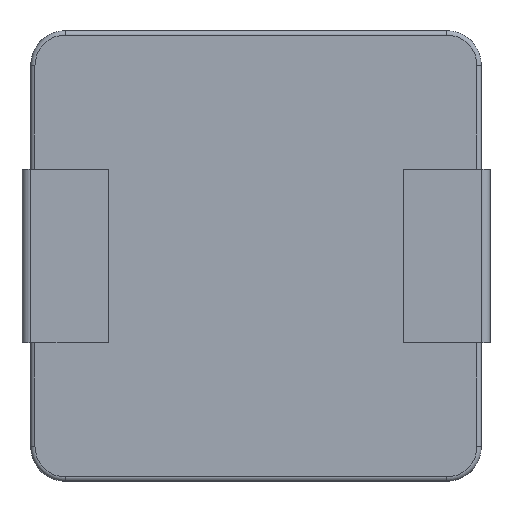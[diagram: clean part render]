
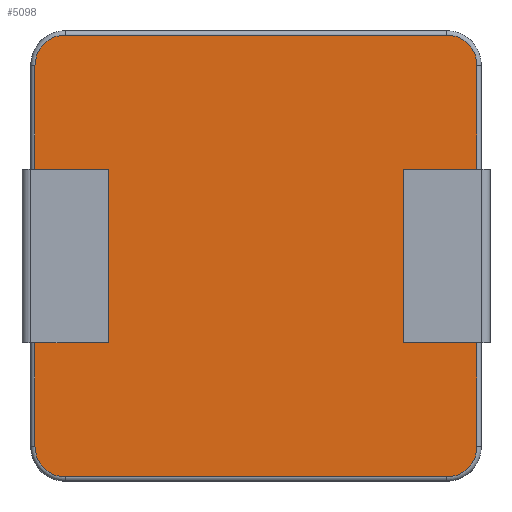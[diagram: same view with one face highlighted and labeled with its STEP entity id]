
A CAD part, front view. The second image highlights one B-rep face of the part: STEP entity #5098.
In plain terms, the highlighted planar face has unit normal (0, -1, 0).
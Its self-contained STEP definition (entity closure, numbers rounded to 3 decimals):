
#19 = LINE ( 'NONE', #2234, #452 ) ;
#41 = VERTEX_POINT ( 'NONE', #4268 ) ;
#286 = CARTESIAN_POINT ( 'NONE',  ( 2.2, 0., 2.2 ) ) ;
#445 = DIRECTION ( 'NONE',  ( 0., -1., 0. ) ) ;
#452 = VECTOR ( 'NONE', #3148, 1000. ) ;
#461 = ORIENTED_EDGE ( 'NONE', *, *, #3621, .F. ) ;
#463 = CARTESIAN_POINT ( 'NONE',  ( -2.2, 0., 2.2 ) ) ;
#520 = CARTESIAN_POINT ( 'NONE',  ( -2.55, 0., -2.2 ) ) ;
#587 = CIRCLE ( 'NONE', #4590, 0.35 ) ;
#659 = DIRECTION ( 'NONE',  ( 0., 0., 1. ) ) ;
#666 = ORIENTED_EDGE ( 'NONE', *, *, #5657, .T. ) ;
#685 = VECTOR ( 'NONE', #5684, 1000. ) ;
#711 = VERTEX_POINT ( 'NONE', #3016 ) ;
#725 = LINE ( 'NONE', #5840, #1072 ) ;
#756 = VERTEX_POINT ( 'NONE', #5326 ) ;
#829 = CARTESIAN_POINT ( 'NONE',  ( -2.2, 0., 2.2 ) ) ;
#879 = EDGE_CURVE ( 'NONE', #5154, #4835, #942, .T. ) ;
#928 = DIRECTION ( 'NONE',  ( 0., 0., 1. ) ) ;
#942 = LINE ( 'NONE', #4136, #5446 ) ;
#946 = ORIENTED_EDGE ( 'NONE', *, *, #4235, .T. ) ;
#1051 = ORIENTED_EDGE ( 'NONE', *, *, #879, .T. ) ;
#1072 = VECTOR ( 'NONE', #4951, 1000. ) ;
#1085 = LINE ( 'NONE', #3265, #5850 ) ;
#1107 = EDGE_CURVE ( 'NONE', #3489, #2944, #4857, .T. ) ;
#1150 = CARTESIAN_POINT ( 'NONE',  ( -2.2, 0., 2.55 ) ) ;
#1156 = DIRECTION ( 'NONE',  ( 0., -1., 0. ) ) ;
#1176 = CARTESIAN_POINT ( 'NONE',  ( -2.55, 0., 2.2 ) ) ;
#1186 = ORIENTED_EDGE ( 'NONE', *, *, #2159, .T. ) ;
#1201 = DIRECTION ( 'NONE',  ( 0., -1., 0. ) ) ;
#1221 = EDGE_CURVE ( 'NONE', #4797, #41, #1676, .T. ) ;
#1253 = DIRECTION ( 'NONE',  ( 0., 0., 1. ) ) ;
#1289 = LINE ( 'NONE', #2650, #5260 ) ;
#1357 = VECTOR ( 'NONE', #3825, 1000. ) ;
#1370 = LINE ( 'NONE', #3038, #4563 ) ;
#1372 = VECTOR ( 'NONE', #3696, 1000. ) ;
#1389 = CARTESIAN_POINT ( 'NONE',  ( -2.55, 0., -1. ) ) ;
#1462 = EDGE_CURVE ( 'NONE', #3850, #711, #19, .T. ) ;
#1618 = CARTESIAN_POINT ( 'NONE',  ( -2.7, 0., 1. ) ) ;
#1620 = EDGE_CURVE ( 'NONE', #5750, #3850, #1670, .T. ) ;
#1670 = LINE ( 'NONE', #3716, #1372 ) ;
#1676 = LINE ( 'NONE', #1176, #4338 ) ;
#1685 = DIRECTION ( 'NONE',  ( 0., 0., 1. ) ) ;
#1841 = LINE ( 'NONE', #3382, #685 ) ;
#1867 = DIRECTION ( 'NONE',  ( 0., 0., -1. ) ) ;
#1918 = CARTESIAN_POINT ( 'NONE',  ( -2.55, 0., 2.2 ) ) ;
#1927 = AXIS2_PLACEMENT_3D ( 'NONE', #286, #1201, #1685 ) ;
#1982 = CARTESIAN_POINT ( 'NONE',  ( 1.7, 0., -1. ) ) ;
#2025 = CARTESIAN_POINT ( 'NONE',  ( 2.55, 0., -2.2 ) ) ;
#2062 = DIRECTION ( 'NONE',  ( -1., 0., 0. ) ) ;
#2159 = EDGE_CURVE ( 'NONE', #2944, #3362, #587, .T. ) ;
#2161 = DIRECTION ( 'NONE',  ( 0., -1., 0. ) ) ;
#2199 = CARTESIAN_POINT ( 'NONE',  ( -2.2, 0., -2.2 ) ) ;
#2234 = CARTESIAN_POINT ( 'NONE',  ( 1.7, 0., 1. ) ) ;
#2236 = ORIENTED_EDGE ( 'NONE', *, *, #2653, .F. ) ;
#2389 = ORIENTED_EDGE ( 'NONE', *, *, #3890, .T. ) ;
#2404 = VERTEX_POINT ( 'NONE', #2437 ) ;
#2437 = CARTESIAN_POINT ( 'NONE',  ( -1.7, 0., 1. ) ) ;
#2477 = VERTEX_POINT ( 'NONE', #1150 ) ;
#2557 = CARTESIAN_POINT ( 'NONE',  ( 2.55, 0., 2.2 ) ) ;
#2614 = DIRECTION ( 'NONE',  ( 0., 0., 1. ) ) ;
#2650 = CARTESIAN_POINT ( 'NONE',  ( 2.55, 0., 2.2 ) ) ;
#2653 = EDGE_CURVE ( 'NONE', #2404, #41, #5859, .T. ) ;
#2935 = CIRCLE ( 'NONE', #5106, 0.35 ) ;
#2944 = VERTEX_POINT ( 'NONE', #5503 ) ;
#2963 = DIRECTION ( 'NONE',  ( 1., 0., 0. ) ) ;
#2997 = ORIENTED_EDGE ( 'NONE', *, *, #1221, .T. ) ;
#3016 = CARTESIAN_POINT ( 'NONE',  ( 1.7, 0., -1. ) ) ;
#3038 = CARTESIAN_POINT ( 'NONE',  ( 2.55, 0., 2.2 ) ) ;
#3055 = DIRECTION ( 'NONE',  ( 0., 0., 1. ) ) ;
#3089 = LINE ( 'NONE', #1982, #1357 ) ;
#3140 = VERTEX_POINT ( 'NONE', #4222 ) ;
#3148 = DIRECTION ( 'NONE',  ( 0., 0., -1. ) ) ;
#3265 = CARTESIAN_POINT ( 'NONE',  ( -2.7, 0., -1. ) ) ;
#3362 = VERTEX_POINT ( 'NONE', #2025 ) ;
#3382 = CARTESIAN_POINT ( 'NONE',  ( -2.2, 0., 2.55 ) ) ;
#3397 = CARTESIAN_POINT ( 'NONE',  ( -1.7, 0., -1. ) ) ;
#3425 = VERTEX_POINT ( 'NONE', #3397 ) ;
#3433 = ORIENTED_EDGE ( 'NONE', *, *, #1107, .T. ) ;
#3489 = VERTEX_POINT ( 'NONE', #4125 ) ;
#3504 = DIRECTION ( 'NONE',  ( 0., 0., 1. ) ) ;
#3621 = EDGE_CURVE ( 'NONE', #5154, #3425, #1085, .T. ) ;
#3682 = ORIENTED_EDGE ( 'NONE', *, *, #4669, .T. ) ;
#3696 = DIRECTION ( 'NONE',  ( -1., 0., 0. ) ) ;
#3716 = CARTESIAN_POINT ( 'NONE',  ( 1.7, 0., 1. ) ) ;
#3796 = VERTEX_POINT ( 'NONE', #2557 ) ;
#3825 = DIRECTION ( 'NONE',  ( 1., 0., 0. ) ) ;
#3829 = CARTESIAN_POINT ( 'NONE',  ( -2.2, 0., -2.55 ) ) ;
#3850 = VERTEX_POINT ( 'NONE', #4892 ) ;
#3890 = EDGE_CURVE ( 'NONE', #5750, #3796, #1370, .T. ) ;
#3945 = AXIS2_PLACEMENT_3D ( 'NONE', #829, #4061, #1253 ) ;
#4001 = EDGE_CURVE ( 'NONE', #3425, #2404, #725, .T. ) ;
#4061 = DIRECTION ( 'NONE',  ( 0., 1., 0. ) ) ;
#4125 = CARTESIAN_POINT ( 'NONE',  ( -2.2, 0., -2.55 ) ) ;
#4136 = CARTESIAN_POINT ( 'NONE',  ( -2.55, 0., 2.2 ) ) ;
#4164 = ORIENTED_EDGE ( 'NONE', *, *, #1620, .F. ) ;
#4222 = CARTESIAN_POINT ( 'NONE',  ( 2.55, 0., -1. ) ) ;
#4224 = DIRECTION ( 'NONE',  ( 1., 0., 0. ) ) ;
#4235 = EDGE_CURVE ( 'NONE', #3796, #756, #5839, .T. ) ;
#4268 = CARTESIAN_POINT ( 'NONE',  ( -2.55, 0., 1. ) ) ;
#4338 = VECTOR ( 'NONE', #5914, 1000. ) ;
#4563 = VECTOR ( 'NONE', #659, 1000. ) ;
#4590 = AXIS2_PLACEMENT_3D ( 'NONE', #4860, #1156, #3504 ) ;
#4662 = ORIENTED_EDGE ( 'NONE', *, *, #5961, .T. ) ;
#4665 = ORIENTED_EDGE ( 'NONE', *, *, #4946, .F. ) ;
#4669 = EDGE_CURVE ( 'NONE', #2477, #4797, #2935, .T. ) ;
#4765 = AXIS2_PLACEMENT_3D ( 'NONE', #2199, #2161, #2614 ) ;
#4797 = VERTEX_POINT ( 'NONE', #1918 ) ;
#4835 = VERTEX_POINT ( 'NONE', #520 ) ;
#4857 = LINE ( 'NONE', #3829, #5511 ) ;
#4860 = CARTESIAN_POINT ( 'NONE',  ( 2.2, 0., -2.2 ) ) ;
#4892 = CARTESIAN_POINT ( 'NONE',  ( 1.7, 0., 1. ) ) ;
#4946 = EDGE_CURVE ( 'NONE', #711, #3140, #3089, .T. ) ;
#4951 = DIRECTION ( 'NONE',  ( 0., 0., 1. ) ) ;
#5046 = ORIENTED_EDGE ( 'NONE', *, *, #1462, .F. ) ;
#5087 = VECTOR ( 'NONE', #2062, 1000. ) ;
#5098 = ADVANCED_FACE ( 'NONE', ( #5184 ), #5904, .F. ) ;
#5106 = AXIS2_PLACEMENT_3D ( 'NONE', #463, #445, #928 ) ;
#5111 = ORIENTED_EDGE ( 'NONE', *, *, #5939, .T. ) ;
#5154 = VERTEX_POINT ( 'NONE', #1389 ) ;
#5166 = EDGE_LOOP ( 'NONE', ( #1186, #4662, #4665, #5046, #4164, #2389, #946, #666, #3682, #2997, #2236, #5808, #461, #1051, #5111, #3433 ) ) ;
#5184 = FACE_OUTER_BOUND ( 'NONE', #5166, .T. ) ;
#5236 = CARTESIAN_POINT ( 'NONE',  ( 2.55, 0., 1. ) ) ;
#5260 = VECTOR ( 'NONE', #3055, 1000. ) ;
#5326 = CARTESIAN_POINT ( 'NONE',  ( 2.2, 0., 2.55 ) ) ;
#5336 = CIRCLE ( 'NONE', #4765, 0.35 ) ;
#5446 = VECTOR ( 'NONE', #1867, 1000. ) ;
#5503 = CARTESIAN_POINT ( 'NONE',  ( 2.2, 0., -2.55 ) ) ;
#5511 = VECTOR ( 'NONE', #2963, 1000. ) ;
#5657 = EDGE_CURVE ( 'NONE', #756, #2477, #1841, .T. ) ;
#5684 = DIRECTION ( 'NONE',  ( -1., 0., 0. ) ) ;
#5750 = VERTEX_POINT ( 'NONE', #5236 ) ;
#5808 = ORIENTED_EDGE ( 'NONE', *, *, #4001, .F. ) ;
#5839 = CIRCLE ( 'NONE', #1927, 0.35 ) ;
#5840 = CARTESIAN_POINT ( 'NONE',  ( -1.7, 0., 1. ) ) ;
#5850 = VECTOR ( 'NONE', #4224, 1000. ) ;
#5859 = LINE ( 'NONE', #1618, #5087 ) ;
#5904 = PLANE ( 'NONE',  #3945 ) ;
#5914 = DIRECTION ( 'NONE',  ( 0., 0., -1. ) ) ;
#5939 = EDGE_CURVE ( 'NONE', #4835, #3489, #5336, .T. ) ;
#5961 = EDGE_CURVE ( 'NONE', #3362, #3140, #1289, .T. ) ;
